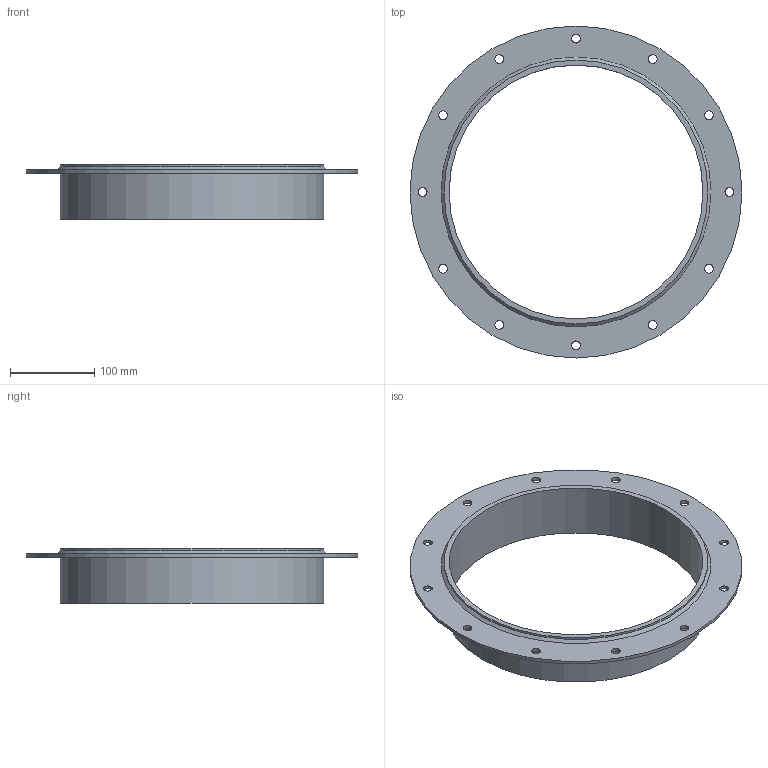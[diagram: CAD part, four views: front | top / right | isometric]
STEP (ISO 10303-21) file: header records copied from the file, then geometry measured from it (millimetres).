
FILE_DESCRIPTION((''),'2;1');
FILE_NAME('SLFRS300.stp','2017-02-08T07:41:09',('se-mareng'),(''),'Autodesk Inventor 2013','Autodesk Inventor 2013','');
FILE_SCHEMA(('AUTOMOTIVE_DESIGN { 1 0 10303 214 1 1 1 1 }'));
Length unit declared in the file: millimetre
Products named in the file (1): SLFRS300_old
Bounding box: 395 x 395 x 65 mm (x, y, z)
Volume: 559717.3 mm3; surface area: 226126.5 mm2
Topology: 1 solids, 1 shells, 21 faces, 63 edges, 46 vertices
Faces by surface type: cylinder 16, plane 4, cone 1
Full cylindrical faces by diameter (mm): 10.5 x12, 302 x1, 314 x2, 395 x1
Entity records: 629 total; most frequent: DIRECTION 110, CARTESIAN_POINT 88, ORIENTED_EDGE 66, EDGE_LOOP 66, AXIS2_PLACEMENT_3D 55, FACE_BOUND 45, VERTEX_POINT 33, CIRCLE 33
